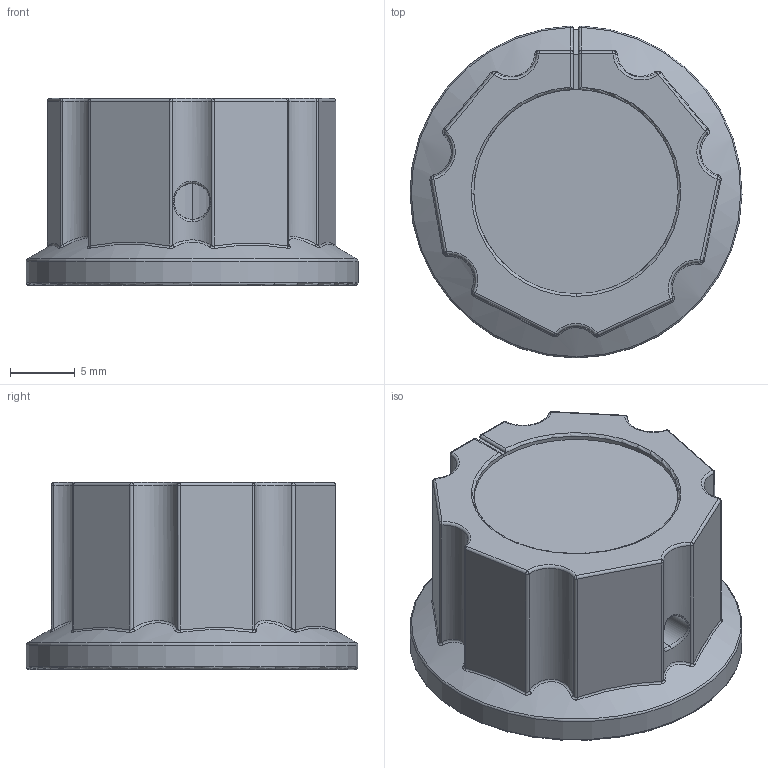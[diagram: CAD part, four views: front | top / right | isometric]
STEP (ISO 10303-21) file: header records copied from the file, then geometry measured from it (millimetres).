
FILE_DESCRIPTION((' '),'2;1');
FILE_NAME( 'MPKES90B1-4.stp', '2022-04-09T15:24:52', (' '), ('--- Datakit www.datakit.com---'), ' Datakit CrossCadWare V2022.1 Dec 21 2021', 'DATAKIT 2022 (c)', ' ');
FILE_SCHEMA(('AP242_MANAGED_MODEL_BASED_3D_ENGINEERING_MIM_LF { 1 0 10303 442 1 1 4 }'));
Length unit declared in the file: millimetre
Products named in the file (1): MPKES90B1-4
Bounding box: 25.7 x 25.7 x 14.48 mm (x, y, z)
Volume: 4446.2 mm3; surface area: 2924.6 mm2
Topology: 2 solids, 2 shells, 131 faces, 301 edges, 159 vertices
Faces by surface type: cylinder 45, bspline 35, plane 21, sphere 18, torus 11, cone 1
Full cylindrical faces by diameter (mm): 15.824 x1
Entity records: 9894 total; most frequent: CARTESIAN_POINT 7172, ORIENTED_EDGE 568, DIRECTION 529, EDGE_CURVE 284, AXIS2_PLACEMENT_3D 224, VERTEX_POINT 159, EDGE_LOOP 135, FACE_OUTER_BOUND 131
